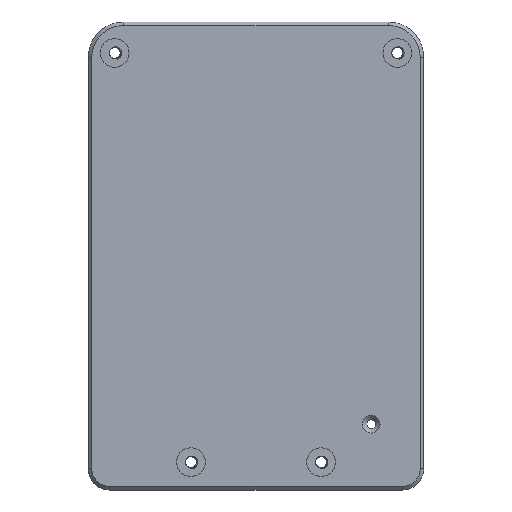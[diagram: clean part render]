
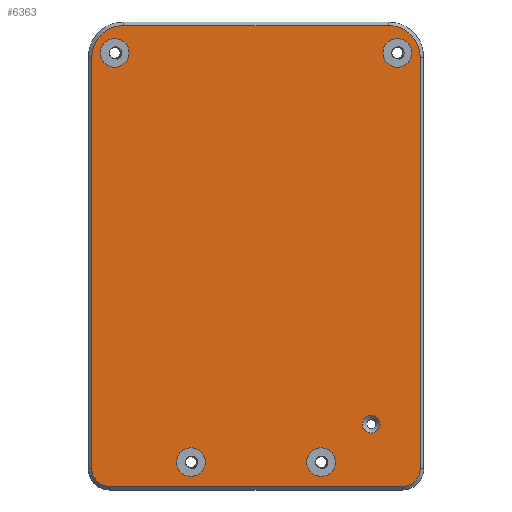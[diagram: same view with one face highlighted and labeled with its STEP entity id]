
A CAD part, front view. The second image highlights one B-rep face of the part: STEP entity #6363.
In plain terms, the highlighted planar face has unit normal (0, -1, 0).
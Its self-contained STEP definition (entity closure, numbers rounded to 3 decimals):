
#44=FACE_BOUND('',#754,.T.);
#45=FACE_BOUND('',#755,.T.);
#46=FACE_BOUND('',#756,.T.);
#47=FACE_BOUND('',#757,.T.);
#48=FACE_BOUND('',#758,.T.);
#86=PLANE('',#6764);
#402=FACE_OUTER_BOUND('',#753,.T.);
#753=EDGE_LOOP('',(#5014,#5015,#5016,#5017,#5018,#5019,#5020,#5021));
#754=EDGE_LOOP('',(#5022));
#755=EDGE_LOOP('',(#5023));
#756=EDGE_LOOP('',(#5024));
#757=EDGE_LOOP('',(#5025));
#758=EDGE_LOOP('',(#5026));
#878=CIRCLE('',#6751,7.2);
#880=CIRCLE('',#6755,4.05);
#881=CIRCLE('',#6758,4.05);
#883=CIRCLE('',#6762,7.2);
#884=CIRCLE('',#6765,3.25);
#885=CIRCLE('',#6766,3.25);
#886=CIRCLE('',#6767,3.25);
#887=CIRCLE('',#6768,3.25);
#888=CIRCLE('',#6769,2.);
#1739=LINE('',#16844,#2151);
#1743=LINE('',#16856,#2155);
#1747=LINE('',#16867,#2159);
#1750=LINE('',#16874,#2162);
#2151=VECTOR('',#7825,10.);
#2155=VECTOR('',#7837,10.);
#2159=VECTOR('',#7849,10.);
#2162=VECTOR('',#7858,10.);
#2814=VERTEX_POINT('',#16837);
#2815=VERTEX_POINT('',#16839);
#2816=VERTEX_POINT('',#16843);
#2818=VERTEX_POINT('',#16849);
#2820=VERTEX_POINT('',#16855);
#2822=VERTEX_POINT('',#16861);
#2823=VERTEX_POINT('',#16866);
#2824=VERTEX_POINT('',#16870);
#2825=VERTEX_POINT('',#16876);
#2826=VERTEX_POINT('',#16878);
#2827=VERTEX_POINT('',#16880);
#2828=VERTEX_POINT('',#16882);
#2829=VERTEX_POINT('',#16884);
#3714=EDGE_CURVE('',#2815,#2814,#878,.T.);
#3715=EDGE_CURVE('',#2814,#2816,#1739,.T.);
#3720=EDGE_CURVE('',#2816,#2818,#880,.T.);
#3721=EDGE_CURVE('',#2818,#2820,#1743,.T.);
#3724=EDGE_CURVE('',#2820,#2822,#881,.T.);
#3727=EDGE_CURVE('',#2822,#2823,#1747,.T.);
#3730=EDGE_CURVE('',#2823,#2824,#883,.T.);
#3731=EDGE_CURVE('',#2824,#2815,#1750,.T.);
#3732=EDGE_CURVE('',#2825,#2825,#884,.T.);
#3733=EDGE_CURVE('',#2826,#2826,#885,.T.);
#3734=EDGE_CURVE('',#2827,#2827,#886,.T.);
#3735=EDGE_CURVE('',#2828,#2828,#887,.T.);
#3736=EDGE_CURVE('',#2829,#2829,#888,.T.);
#5014=ORIENTED_EDGE('',*,*,#3714,.F.);
#5015=ORIENTED_EDGE('',*,*,#3731,.F.);
#5016=ORIENTED_EDGE('',*,*,#3730,.F.);
#5017=ORIENTED_EDGE('',*,*,#3727,.F.);
#5018=ORIENTED_EDGE('',*,*,#3724,.F.);
#5019=ORIENTED_EDGE('',*,*,#3721,.F.);
#5020=ORIENTED_EDGE('',*,*,#3720,.F.);
#5021=ORIENTED_EDGE('',*,*,#3715,.F.);
#5022=ORIENTED_EDGE('',*,*,#3732,.T.);
#5023=ORIENTED_EDGE('',*,*,#3733,.T.);
#5024=ORIENTED_EDGE('',*,*,#3734,.T.);
#5025=ORIENTED_EDGE('',*,*,#3735,.T.);
#5026=ORIENTED_EDGE('',*,*,#3736,.F.);
#6363=ADVANCED_FACE('',(#402,#44,#45,#46,#47,#48),#86,.T.);
#6751=AXIS2_PLACEMENT_3D('',#16841,#7821,#7822);
#6755=AXIS2_PLACEMENT_3D('',#16853,#7833,#7834);
#6758=AXIS2_PLACEMENT_3D('',#16862,#7842,#7843);
#6762=AXIS2_PLACEMENT_3D('',#16872,#7854,#7855);
#6764=AXIS2_PLACEMENT_3D('',#16875,#7859,#7860);
#6765=AXIS2_PLACEMENT_3D('',#16877,#7861,#7862);
#6766=AXIS2_PLACEMENT_3D('',#16879,#7863,#7864);
#6767=AXIS2_PLACEMENT_3D('',#16881,#7865,#7866);
#6768=AXIS2_PLACEMENT_3D('',#16883,#7867,#7868);
#6769=AXIS2_PLACEMENT_3D('',#16885,#7869,#7870);
#7821=DIRECTION('center_axis',(0.,1.,0.));
#7822=DIRECTION('ref_axis',(0.707,0.,0.707));
#7825=DIRECTION('',(0.,0.,-1.));
#7833=DIRECTION('center_axis',(0.,1.,0.));
#7834=DIRECTION('ref_axis',(0.707,0.,-0.707));
#7837=DIRECTION('',(-1.,0.,0.));
#7842=DIRECTION('center_axis',(0.,1.,0.));
#7843=DIRECTION('ref_axis',(-0.707,0.,-0.707));
#7849=DIRECTION('',(0.,0.,1.));
#7854=DIRECTION('center_axis',(0.,1.,0.));
#7855=DIRECTION('ref_axis',(-0.707,0.,0.707));
#7858=DIRECTION('',(1.,0.,0.));
#7859=DIRECTION('center_axis',(0.,-1.,0.));
#7860=DIRECTION('ref_axis',(-1.,0.,0.));
#7861=DIRECTION('center_axis',(0.,1.,0.));
#7862=DIRECTION('ref_axis',(0.,0.,
1.));
#7863=DIRECTION('center_axis',(0.,1.,0.));
#7864=DIRECTION('ref_axis',(0.,0.,
1.));
#7865=DIRECTION('center_axis',(0.,1.,0.));
#7866=DIRECTION('ref_axis',(0.,0.,
1.));
#7867=DIRECTION('center_axis',(0.,1.,0.));
#7868=DIRECTION('ref_axis',(0.,0.,
1.));
#7869=DIRECTION('center_axis',(0.,-1.,0.));
#7870=DIRECTION('ref_axis',(0.,0.,
-1.));
#16837=CARTESIAN_POINT('',(127.2,0.,85.991));
#16839=CARTESIAN_POINT('',(120.,0.,93.191));
#16841=CARTESIAN_POINT('Origin',(120.,0.,85.991));
#16843=CARTESIAN_POINT('',(127.2,0.,-7.159));
#16844=CARTESIAN_POINT('',(127.2,0.,40.991));
#16849=CARTESIAN_POINT('',(123.15,0.,-11.209));
#16853=CARTESIAN_POINT('Origin',(123.15,0.,-7.159));
#16855=CARTESIAN_POINT('',(56.85,0.,-11.209));
#16856=CARTESIAN_POINT('',(90.,0.,-11.209));
#16861=CARTESIAN_POINT('',(52.8,0.,-7.159));
#16862=CARTESIAN_POINT('Origin',(56.85,0.,
-7.159));
#16866=CARTESIAN_POINT('',(52.8,0.,85.991));
#16867=CARTESIAN_POINT('',(52.8,0.,40.991));
#16870=CARTESIAN_POINT('',(60.,0.,93.191));
#16872=CARTESIAN_POINT('Origin',(60.,0.,85.991));
#16874=CARTESIAN_POINT('',(90.,0.,93.191));
#16875=CARTESIAN_POINT('Origin',(90.,0.,40.991));
#16876=CARTESIAN_POINT('',(58.,0.,83.741));
#16877=CARTESIAN_POINT('Origin',(58.,0.,86.991));
#16878=CARTESIAN_POINT('',(104.75,0.,-8.959));
#16879=CARTESIAN_POINT('Origin',(104.75,0.,-5.709));
#16880=CARTESIAN_POINT('',(75.25,0.,-8.959));
#16881=CARTESIAN_POINT('Origin',(75.25,0.,
-5.709));
#16882=CARTESIAN_POINT('',(122.,0.,83.741));
#16883=CARTESIAN_POINT('Origin',(122.,0.,86.991));
#16884=CARTESIAN_POINT('',(116.1,0.,4.891));
#16885=CARTESIAN_POINT('Origin',(116.1,0.,2.891));
